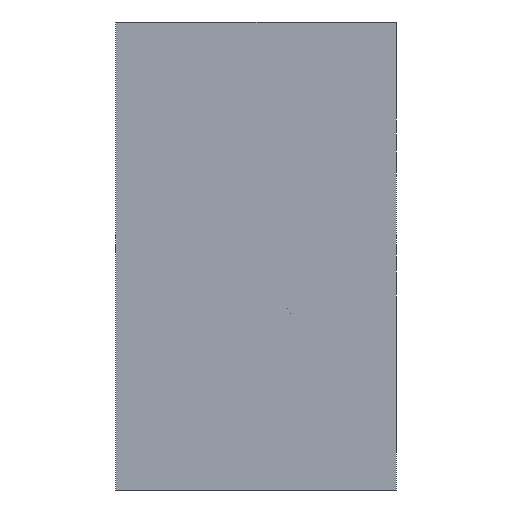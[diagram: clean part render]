
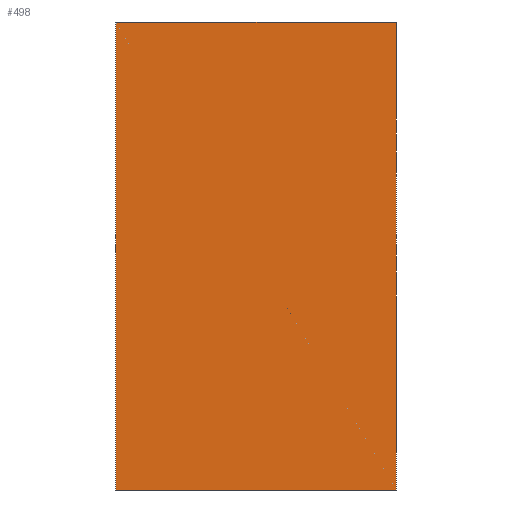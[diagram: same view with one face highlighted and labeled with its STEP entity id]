
A CAD part, left-side view. The second image highlights one B-rep face of the part: STEP entity #498.
In plain terms, the highlighted planar face has unit normal (-1, 0, 0).
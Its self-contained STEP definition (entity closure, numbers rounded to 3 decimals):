
#498 = ADVANCED_FACE( '', ( #1117 ), #1118, .T. );
#1117 = FACE_OUTER_BOUND( '', #1791, .T. );
#1118 = PLANE( '', #1792 );
#1791 = EDGE_LOOP( '', ( #3413, #3414, #3415, #3416 ) );
#1792 = AXIS2_PLACEMENT_3D( '', #3417, #3418, #3419 );
#3413 = ORIENTED_EDGE( '', *, *, #4258, .F. );
#3414 = ORIENTED_EDGE( '', *, *, #4129, .F. );
#3415 = ORIENTED_EDGE( '', *, *, #4124, .T. );
#3416 = ORIENTED_EDGE( '', *, *, #4132, .T. );
#3417 = CARTESIAN_POINT( '', ( -75., 30., 25. ) );
#3418 = DIRECTION( '', ( -1., 0., 0. ) );
#3419 = DIRECTION( '', ( 0., 0., 1. ) );
#4124 = EDGE_CURVE( '', #4828, #4829, #4830, .T. );
#4129 = EDGE_CURVE( '', #4828, #4834, #4836, .T. );
#4132 = EDGE_CURVE( '', #4829, #4838, #4840, .T. );
#4258 = EDGE_CURVE( '', #4834, #4838, #5017, .T. );
#4828 = VERTEX_POINT( '', #6320 );
#4829 = VERTEX_POINT( '', #6321 );
#4830 = LINE( '', #6322, #6323 );
#4834 = VERTEX_POINT( '', #6329 );
#4836 = LINE( '', #6332, #6333 );
#4838 = VERTEX_POINT( '', #6335 );
#4840 = LINE( '', #6338, #6339 );
#5017 = LINE( '', #6957, #6958 );
#6320 = CARTESIAN_POINT( '', ( -75., 30., 25. ) );
#6321 = CARTESIAN_POINT( '', ( -75., 30., -25. ) );
#6322 = CARTESIAN_POINT( '', ( -75., 30., 25. ) );
#6323 = VECTOR( '', #7430, 1000. );
#6329 = CARTESIAN_POINT( '', ( -75., 0., 25. ) );
#6332 = CARTESIAN_POINT( '', ( -75., 30., 25. ) );
#6333 = VECTOR( '', #7434, 1000. );
#6335 = CARTESIAN_POINT( '', ( -75., 0., -25. ) );
#6338 = CARTESIAN_POINT( '', ( -75., 30., -25. ) );
#6339 = VECTOR( '', #7436, 1000. );
#6957 = CARTESIAN_POINT( '', ( -75., 0., 25. ) );
#6958 = VECTOR( '', #7541, 1000. );
#7430 = DIRECTION( '', ( 0., 0., -1. ) );
#7434 = DIRECTION( '', ( 0., -1., 0. ) );
#7436 = DIRECTION( '', ( 0., -1., 0. ) );
#7541 = DIRECTION( '', ( 0., 0., -1. ) );
